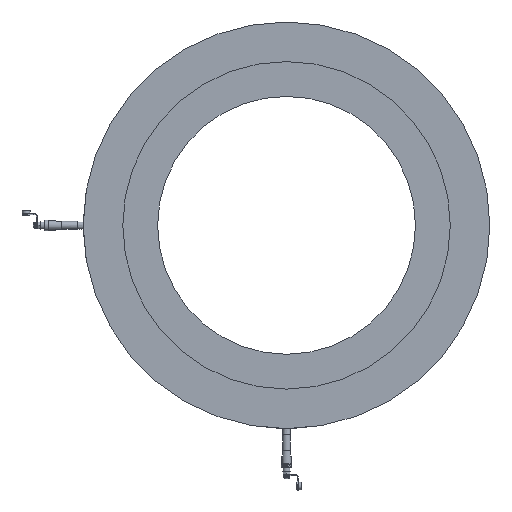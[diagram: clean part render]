
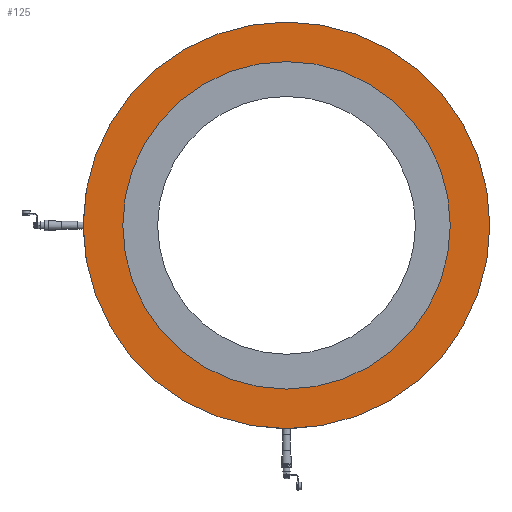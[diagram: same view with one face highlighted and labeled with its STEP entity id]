
A CAD part, front view. The second image highlights one B-rep face of the part: STEP entity #125.
In plain terms, the highlighted planar face has unit normal (0, -1, 0).
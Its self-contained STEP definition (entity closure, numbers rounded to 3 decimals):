
#125 = ADVANCED_FACE( '', ( #610, #611 ), #612, .F. );
#610 = FACE_BOUND( '', #1611, .T. );
#611 = FACE_OUTER_BOUND( '', #1612, .T. );
#612 = PLANE( '', #1613 );
#1611 = EDGE_LOOP( '', ( #3553 ) );
#1612 = EDGE_LOOP( '', ( #3554 ) );
#1613 = AXIS2_PLACEMENT_3D( '', #3555, #3556, #3557 );
#3553 = ORIENTED_EDGE( '', *, *, #6290, .F. );
#3554 = ORIENTED_EDGE( '', *, *, #6060, .T. );
#3555 = CARTESIAN_POINT( '', ( -296., -14.5, 0. ) );
#3556 = DIRECTION( '', ( 0., 1., 0. ) );
#3557 = DIRECTION( '', ( -1., 0., 0. ) );
#6060 = EDGE_CURVE( '', #7052, #7052, #7053, .T. );
#6290 = EDGE_CURVE( '', #7480, #7480, #7481, .T. );
#7052 = VERTEX_POINT( '', #8792 );
#7053 = CIRCLE( '', #8793, 367.5 );
#7480 = VERTEX_POINT( '', #10038 );
#7481 = CIRCLE( '', #10039, 296. );
#8792 = CARTESIAN_POINT( '', ( 367.5, -14.5, 0. ) );
#8793 = AXIS2_PLACEMENT_3D( '', #12782, #12783, #12784 );
#10038 = CARTESIAN_POINT( '', ( 296., -14.5, 0. ) );
#10039 = AXIS2_PLACEMENT_3D( '', #12993, #12994, #12995 );
#12782 = CARTESIAN_POINT( '', ( 0., -14.5, 0. ) );
#12783 = DIRECTION( '', ( 0., -1., 0. ) );
#12784 = DIRECTION( '', ( 1., 0., 0. ) );
#12993 = CARTESIAN_POINT( '', ( 0., -14.5, 0. ) );
#12994 = DIRECTION( '', ( 0., -1., 0. ) );
#12995 = DIRECTION( '', ( 1., 0., 0. ) );
